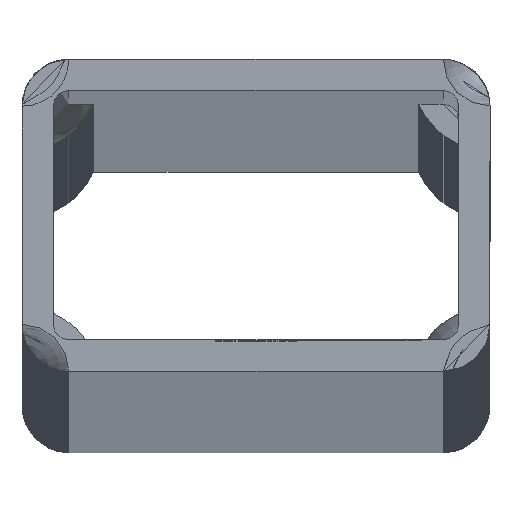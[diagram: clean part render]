
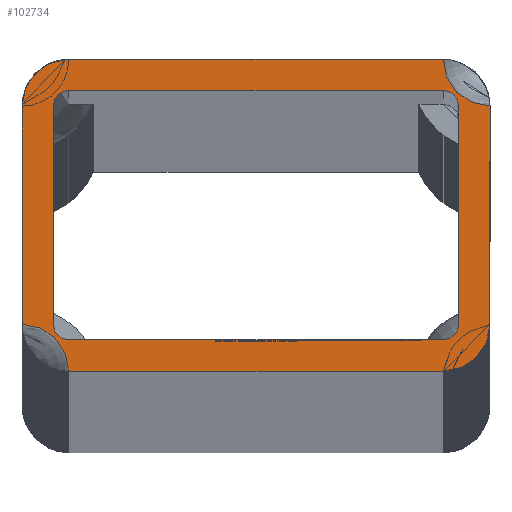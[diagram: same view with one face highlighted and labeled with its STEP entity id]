
A CAD part, top view. The second image highlights one B-rep face of the part: STEP entity #102734.
In plain terms, the highlighted planar face has unit normal (0, 0, 1).
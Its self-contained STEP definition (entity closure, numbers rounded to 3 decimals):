
#612 = VERTEX_POINT ( 'NONE', #101944 ) ;
#742 = CARTESIAN_POINT ( 'NONE',  ( -13., -7., 0. ) ) ;
#1449 = EDGE_CURVE ( 'NONE', #28378, #27438, #10652, .T. ) ;
#3779 = LINE ( 'NONE', #93058, #57115 ) ;
#4481 = CIRCLE ( 'NONE', #52672, 1. ) ;
#5446 = DIRECTION ( 'NONE',  ( 0., 0., 1. ) ) ;
#6970 = EDGE_CURVE ( 'NONE', #114216, #108826, #122874, .T. ) ;
#7725 = DIRECTION ( 'NONE',  ( 1., 0., 0. ) ) ;
#8369 = CARTESIAN_POINT ( 'NONE',  ( 15., 10., 0. ) ) ;
#9692 = DIRECTION ( 'NONE',  ( 1., 0., 0. ) ) ;
#9773 = CIRCLE ( 'NONE', #127525, 3. ) ;
#10497 = EDGE_LOOP ( 'NONE', ( #76579, #63420, #120794, #94081, #124818, #65582, #104546, #99190 ) ) ;
#10652 = CIRCLE ( 'NONE', #136985, 3. ) ;
#11713 = EDGE_CURVE ( 'NONE', #118956, #118260, #50696, .T. ) ;
#12772 = CARTESIAN_POINT ( 'NONE',  ( 12., -7., 0. ) ) ;
#14241 = AXIS2_PLACEMENT_3D ( 'NONE', #62807, #20393, #9692 ) ;
#15436 = VECTOR ( 'NONE', #67390, 1000. ) ;
#16946 = EDGE_CURVE ( 'NONE', #93045, #94257, #44927, .T. ) ;
#18969 = AXIS2_PLACEMENT_3D ( 'NONE', #124204, #5446, #90285 ) ;
#20145 = DIRECTION ( 'NONE',  ( -1., 0., 0. ) ) ;
#20393 = DIRECTION ( 'NONE',  ( 0., 0., 1. ) ) ;
#21481 = VERTEX_POINT ( 'NONE', #82292 ) ;
#23381 = DIRECTION ( 'NONE',  ( 0., 0., 1. ) ) ;
#23484 = DIRECTION ( 'NONE',  ( 1., 0., 0. ) ) ;
#24199 = CIRCLE ( 'NONE', #14241, 3. ) ;
#24400 = DIRECTION ( 'NONE',  ( 1., 0., 0. ) ) ;
#24747 = CARTESIAN_POINT ( 'NONE',  ( 12., -7., 0. ) ) ;
#25060 = AXIS2_PLACEMENT_3D ( 'NONE', #98486, #130593, #24400 ) ;
#27358 = VERTEX_POINT ( 'NONE', #742 ) ;
#27438 = VERTEX_POINT ( 'NONE', #65959 ) ;
#28378 = VERTEX_POINT ( 'NONE', #49234 ) ;
#28458 = EDGE_CURVE ( 'NONE', #27438, #62483, #3779, .T. ) ;
#32813 = DIRECTION ( 'NONE',  ( 0., 0., 1. ) ) ;
#33949 = VECTOR ( 'NONE', #117206, 1000. ) ;
#35795 = ORIENTED_EDGE ( 'NONE', *, *, #16946, .F. ) ;
#36090 = CARTESIAN_POINT ( 'NONE',  ( 12., 8., 0. ) ) ;
#36316 = AXIS2_PLACEMENT_3D ( 'NONE', #135370, #38000, #37543 ) ;
#37543 = DIRECTION ( 'NONE',  ( -1., 0., 0. ) ) ;
#38000 = DIRECTION ( 'NONE',  ( 0., 0., 1. ) ) ;
#38475 = DIRECTION ( 'NONE',  ( 0., 0., 1. ) ) ;
#39747 = CARTESIAN_POINT ( 'NONE',  ( -15., -7., 0. ) ) ;
#40962 = DIRECTION ( 'NONE',  ( 0., 0., 1. ) ) ;
#41049 = VECTOR ( 'NONE', #20145, 1000. ) ;
#44326 = DIRECTION ( 'NONE',  ( 1., 0., 0. ) ) ;
#44791 = VECTOR ( 'NONE', #97459, 1000. ) ;
#44825 = ORIENTED_EDGE ( 'NONE', *, *, #92842, .F. ) ;
#44845 = ORIENTED_EDGE ( 'NONE', *, *, #114527, .F. ) ;
#44927 = LINE ( 'NONE', #45213, #44791 ) ;
#45213 = CARTESIAN_POINT ( 'NONE',  ( 13., 0., 0. ) ) ;
#47572 = ORIENTED_EDGE ( 'NONE', *, *, #103541, .F. ) ;
#49217 = CARTESIAN_POINT ( 'NONE',  ( -15., -10., 0. ) ) ;
#49234 = CARTESIAN_POINT ( 'NONE',  ( 12., -10., 0. ) ) ;
#50696 = LINE ( 'NONE', #129739, #33949 ) ;
#50943 = VERTEX_POINT ( 'NONE', #136211 ) ;
#51849 = DIRECTION ( 'NONE',  ( 0., -1., 0. ) ) ;
#52672 = AXIS2_PLACEMENT_3D ( 'NONE', #24747, #23381, #44326 ) ;
#57115 = VECTOR ( 'NONE', #113974, 1000. ) ;
#58327 = EDGE_CURVE ( 'NONE', #612, #138084, #24199, .T. ) ;
#58487 = LINE ( 'NONE', #94284, #71911 ) ;
#59005 = LINE ( 'NONE', #66786, #80705 ) ;
#60241 = CARTESIAN_POINT ( 'NONE',  ( -15., 7., 0. ) ) ;
#60386 = DIRECTION ( 'NONE',  ( 1., 0., 0. ) ) ;
#60654 = CIRCLE ( 'NONE', #36316, 1. ) ;
#61642 = CARTESIAN_POINT ( 'NONE',  ( -15., 10., 0. ) ) ;
#62483 = VERTEX_POINT ( 'NONE', #116143 ) ;
#62807 = CARTESIAN_POINT ( 'NONE',  ( -12., 7., 0. ) ) ;
#63177 = CARTESIAN_POINT ( 'NONE',  ( 13., 7., 0. ) ) ;
#63410 = PLANE ( 'NONE',  #92257 ) ;
#63420 = ORIENTED_EDGE ( 'NONE', *, *, #113279, .T. ) ;
#65582 = ORIENTED_EDGE ( 'NONE', *, *, #126796, .T. ) ;
#65959 = CARTESIAN_POINT ( 'NONE',  ( 15., -7., 0. ) ) ;
#66786 = CARTESIAN_POINT ( 'NONE',  ( 0., -8., 0. ) ) ;
#67390 = DIRECTION ( 'NONE',  ( 0., -1., 0. ) ) ;
#69393 = LINE ( 'NONE', #61642, #41049 ) ;
#71911 = VECTOR ( 'NONE', #51849, 1000. ) ;
#72890 = EDGE_LOOP ( 'NONE', ( #44845, #114877, #118148, #47572, #75705, #115528, #35795, #44825 ) ) ;
#74136 = DIRECTION ( 'NONE',  ( 1., 0., 0. ) ) ;
#75506 = LINE ( 'NONE', #79497, #15436 ) ;
#75705 = ORIENTED_EDGE ( 'NONE', *, *, #11713, .F. ) ;
#76579 = ORIENTED_EDGE ( 'NONE', *, *, #6970, .F. ) ;
#77212 = LINE ( 'NONE', #113034, #133849 ) ;
#78451 = FACE_OUTER_BOUND ( 'NONE', #10497, .T. ) ;
#79497 = CARTESIAN_POINT ( 'NONE',  ( -15., 10., 0. ) ) ;
#80705 = VECTOR ( 'NONE', #23484, 1000. ) ;
#80991 = EDGE_CURVE ( 'NONE', #27358, #50943, #60654, .T. ) ;
#82292 = CARTESIAN_POINT ( 'NONE',  ( -13., 7., 0. ) ) ;
#83023 = CARTESIAN_POINT ( 'NONE',  ( 0., 0., 0. ) ) ;
#87347 = DIRECTION ( 'NONE',  ( 1., 0., 0. ) ) ;
#90285 = DIRECTION ( 'NONE',  ( 1., 0., 0. ) ) ;
#92257 = AXIS2_PLACEMENT_3D ( 'NONE', #83023, #106253, #74136 ) ;
#92842 = EDGE_CURVE ( 'NONE', #93641, #93045, #4481, .T. ) ;
#93045 = VERTEX_POINT ( 'NONE', #104799 ) ;
#93058 = CARTESIAN_POINT ( 'NONE',  ( 15., 10., 0. ) ) ;
#93641 = VERTEX_POINT ( 'NONE', #104531 ) ;
#94081 = ORIENTED_EDGE ( 'NONE', *, *, #28458, .T. ) ;
#94257 = VERTEX_POINT ( 'NONE', #63177 ) ;
#94284 = CARTESIAN_POINT ( 'NONE',  ( -13., 0., 0. ) ) ;
#97459 = DIRECTION ( 'NONE',  ( 0., 1., 0. ) ) ;
#98486 = CARTESIAN_POINT ( 'NONE',  ( 12., 7., 0. ) ) ;
#98662 = CARTESIAN_POINT ( 'NONE',  ( -12., -10., 0. ) ) ;
#99190 = ORIENTED_EDGE ( 'NONE', *, *, #115352, .T. ) ;
#99869 = CARTESIAN_POINT ( 'NONE',  ( 12., 10., 0. ) ) ;
#101944 = CARTESIAN_POINT ( 'NONE',  ( -12., 10., 0. ) ) ;
#102734 = ADVANCED_FACE ( 'NONE', ( #131758, #78451 ), #63410, .T. ) ;
#103541 = EDGE_CURVE ( 'NONE', #118260, #21481, #125754, .T. ) ;
#104531 = CARTESIAN_POINT ( 'NONE',  ( 12., -8., 0. ) ) ;
#104546 = ORIENTED_EDGE ( 'NONE', *, *, #58327, .T. ) ;
#104799 = CARTESIAN_POINT ( 'NONE',  ( 13., -7., 0. ) ) ;
#104950 = AXIS2_PLACEMENT_3D ( 'NONE', #49217, #38475, #60386 ) ;
#106253 = DIRECTION ( 'NONE',  ( 0., 0., 1. ) ) ;
#108826 = VERTEX_POINT ( 'NONE', #39747 ) ;
#113034 = CARTESIAN_POINT ( 'NONE',  ( -15., -10., 0. ) ) ;
#113279 = EDGE_CURVE ( 'NONE', #114216, #28378, #77212, .T. ) ;
#113581 = CIRCLE ( 'NONE', #25060, 1. ) ;
#113974 = DIRECTION ( 'NONE',  ( 0., 1., 0. ) ) ;
#114216 = VERTEX_POINT ( 'NONE', #98662 ) ;
#114527 = EDGE_CURVE ( 'NONE', #50943, #93641, #59005, .T. ) ;
#114877 = ORIENTED_EDGE ( 'NONE', *, *, #80991, .F. ) ;
#115352 = EDGE_CURVE ( 'NONE', #138084, #108826, #75506, .T. ) ;
#115528 = ORIENTED_EDGE ( 'NONE', *, *, #131880, .F. ) ;
#116143 = CARTESIAN_POINT ( 'NONE',  ( 15., 7., 0. ) ) ;
#117206 = DIRECTION ( 'NONE',  ( -1., 0., 0. ) ) ;
#118012 = EDGE_CURVE ( 'NONE', #21481, #27358, #58487, .T. ) ;
#118148 = ORIENTED_EDGE ( 'NONE', *, *, #118012, .F. ) ;
#118260 = VERTEX_POINT ( 'NONE', #123438 ) ;
#118956 = VERTEX_POINT ( 'NONE', #36090 ) ;
#120794 = ORIENTED_EDGE ( 'NONE', *, *, #1449, .T. ) ;
#122874 = CIRCLE ( 'NONE', #104950, 3. ) ;
#123298 = EDGE_CURVE ( 'NONE', #136667, #62483, #9773, .T. ) ;
#123438 = CARTESIAN_POINT ( 'NONE',  ( -12., 8., 0. ) ) ;
#124204 = CARTESIAN_POINT ( 'NONE',  ( -12., 7., 0. ) ) ;
#124818 = ORIENTED_EDGE ( 'NONE', *, *, #123298, .F. ) ;
#125754 = CIRCLE ( 'NONE', #18969, 1. ) ;
#126796 = EDGE_CURVE ( 'NONE', #136667, #612, #69393, .T. ) ;
#127525 = AXIS2_PLACEMENT_3D ( 'NONE', #8369, #40962, #137399 ) ;
#129739 = CARTESIAN_POINT ( 'NONE',  ( 0., 8., 0. ) ) ;
#130593 = DIRECTION ( 'NONE',  ( 0., 0., 1. ) ) ;
#131758 = FACE_BOUND ( 'NONE', #72890, .T. ) ;
#131880 = EDGE_CURVE ( 'NONE', #94257, #118956, #113581, .T. ) ;
#133849 = VECTOR ( 'NONE', #7725, 1000. ) ;
#135370 = CARTESIAN_POINT ( 'NONE',  ( -12., -7., 0. ) ) ;
#136211 = CARTESIAN_POINT ( 'NONE',  ( -12., -8., 0. ) ) ;
#136667 = VERTEX_POINT ( 'NONE', #99869 ) ;
#136985 = AXIS2_PLACEMENT_3D ( 'NONE', #12772, #32813, #87347 ) ;
#137399 = DIRECTION ( 'NONE',  ( 1., 0., 0. ) ) ;
#138084 = VERTEX_POINT ( 'NONE', #60241 ) ;
